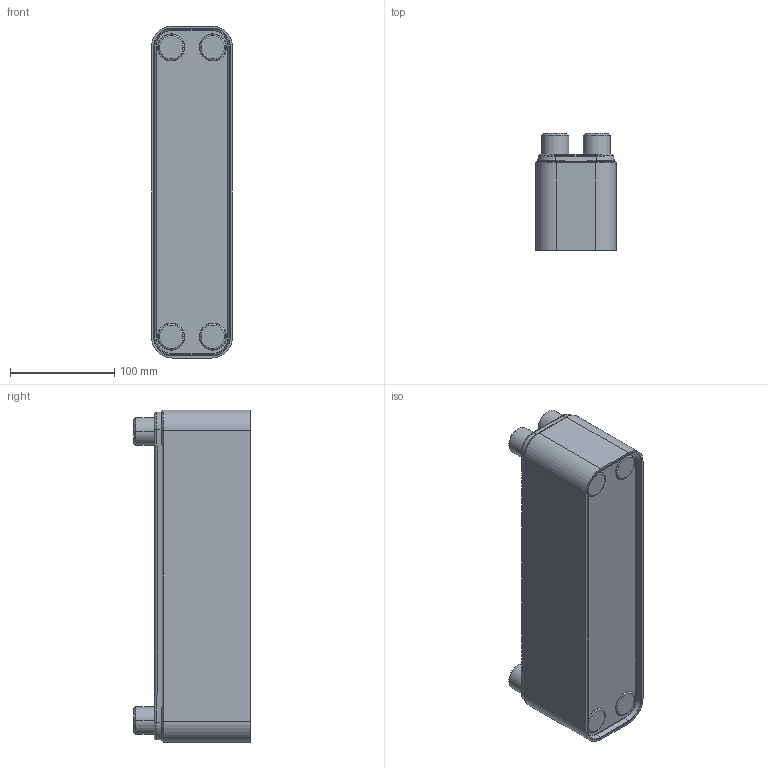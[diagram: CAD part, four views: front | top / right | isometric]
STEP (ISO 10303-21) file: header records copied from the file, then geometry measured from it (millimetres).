
FILE_DESCRIPTION((''),'2;1');
FILE_NAME('CBH18_39H_3287101629_ASM','2012-04-16T',('CNSHLGO'),(''),'PRO/ENGINEER BY PARAMETRIC TECHNOLOGY CORPORATION, 2007390','PRO/ENGINEER BY PARAMETRIC TECHNOLOGY CORPORATION, 2007390','');
FILE_SCHEMA(('CONFIG_CONTROL_DESIGN'));
Length unit declared in the file: millimetre
Products named in the file (5): CBH18_CH_39H; CBH18_FP_S1S2S3S4_16; CBH18_PP; Z31; CBH18_39H_3287101629_ASM
Assembly tree (7 placements, depth 2):
  CBH18_39H_3287101629_ASM
    CBH18_CH_39H
    CBH18_FP_S1S2S3S4_16
    CBH18_PP
    Z31  x4
Bounding box: 77.5 x 112.2 x 319 mm (x, y, z)
Volume: 2059287 mm3; surface area: 255120.5 mm2
Topology: 7 solids, 7 shells, 480 faces, 1072 edges, 600 vertices
Faces by surface type: cylinder 144, plane 128, torus 96, cone 76, bspline 36
Entity records: 25060 total; most frequent: CARTESIAN_POINT 15501, DIRECTION 2068, ORIENTED_EDGE 1888, EDGE_CURVE 944, AXIS2_PLACEMENT_3D 820, VERTEX_POINT 540, EDGE_LOOP 470, FACE_OUTER_BOUND 432
